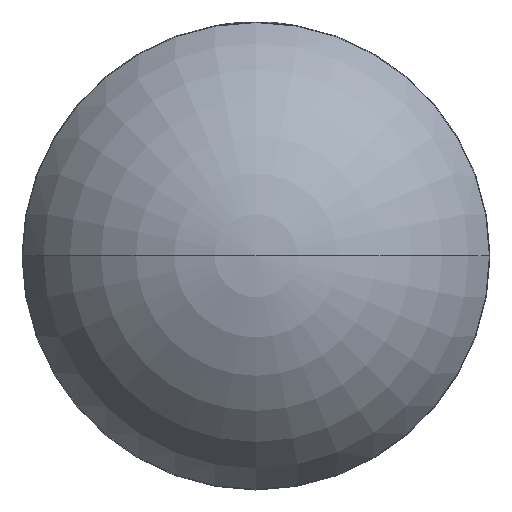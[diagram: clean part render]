
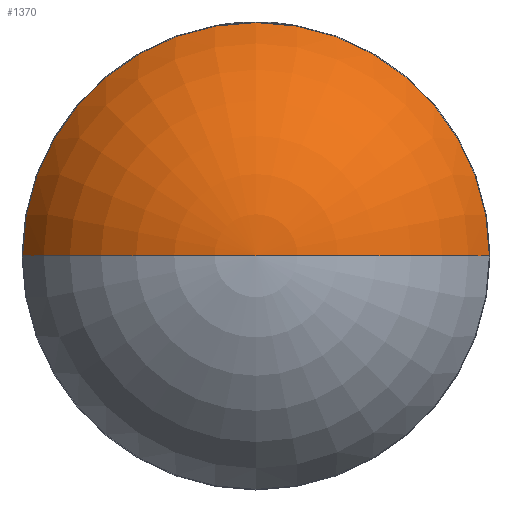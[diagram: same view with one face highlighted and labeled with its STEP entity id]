
A CAD part, top view. The second image highlights one B-rep face of the part: STEP entity #1370.
In plain terms, the highlighted toroidal (fillet/blend) face has major radius 0.003 mm and minor radius 41.41 mm.
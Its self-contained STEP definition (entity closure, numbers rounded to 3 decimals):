
#23 = CARTESIAN_POINT ( 'NONE',  ( 0., 0., -27.985 ) ) ;
#190 = CARTESIAN_POINT ( 'NONE',  ( 0.002, 0., -27.985 ) ) ;
#222 = FACE_OUTER_BOUND ( 'NONE', #582, .T. ) ;
#324 = DIRECTION ( 'NONE',  ( 0., 0., 1. ) ) ;
#327 = ORIENTED_EDGE ( 'NONE', *, *, #642, .T. ) ;
#329 = VERTEX_POINT ( 'NONE', #1142 ) ;
#486 = DIRECTION ( 'NONE',  ( 1., 0., 0. ) ) ;
#524 = AXIS2_PLACEMENT_3D ( 'NONE', #1869, #540, #1880 ) ;
#535 = AXIS2_PLACEMENT_3D ( 'NONE', #190, #1547, #1248 ) ;
#540 = DIRECTION ( 'NONE',  ( 0., 0., 1. ) ) ;
#582 = EDGE_LOOP ( 'NONE', ( #1668, #327, #1033 ) ) ;
#642 = EDGE_CURVE ( 'NONE', #329, #1585, #1877, .T. ) ;
#813 = VERTEX_POINT ( 'NONE', #1070 ) ;
#877 = CIRCLE ( 'NONE', #1827, 41.41 ) ;
#902 = TOROIDAL_SURFACE ( 'NONE', #1203, -0.002, 41.41 ) ;
#1002 = CIRCLE ( 'NONE', #524, 37.395 ) ;
#1033 = ORIENTED_EDGE ( 'NONE', *, *, #1284, .F. ) ;
#1070 = CARTESIAN_POINT ( 'NONE',  ( 37.395, 0., -10.202 ) ) ;
#1142 = CARTESIAN_POINT ( 'NONE',  ( -37.395, 0., -10.202 ) ) ;
#1203 = AXIS2_PLACEMENT_3D ( 'NONE', #23, #324, #486 ) ;
#1248 = DIRECTION ( 'NONE',  ( -1., 0., 0. ) ) ;
#1284 = EDGE_CURVE ( 'NONE', #813, #1585, #877, .T. ) ;
#1367 = CARTESIAN_POINT ( 'NONE',  ( 0., 0., 13.425 ) ) ;
#1370 = ADVANCED_FACE ( 'NONE', ( #222 ), #902, .T. ) ;
#1503 = DIRECTION ( 'NONE',  ( 0., -1., 0. ) ) ;
#1547 = DIRECTION ( 'NONE',  ( 0., 1., 0. ) ) ;
#1585 = VERTEX_POINT ( 'NONE', #1367 ) ;
#1668 = ORIENTED_EDGE ( 'NONE', *, *, #1748, .T. ) ;
#1748 = EDGE_CURVE ( 'NONE', #813, #329, #1002, .T. ) ;
#1771 = DIRECTION ( 'NONE',  ( 0., 0., -1. ) ) ;
#1827 = AXIS2_PLACEMENT_3D ( 'NONE', #1945, #1503, #1771 ) ;
#1869 = CARTESIAN_POINT ( 'NONE',  ( 0., 0., -10.202 ) ) ;
#1877 = CIRCLE ( 'NONE', #535, 41.41 ) ;
#1880 = DIRECTION ( 'NONE',  ( -1., 0., 0. ) ) ;
#1945 = CARTESIAN_POINT ( 'NONE',  ( -0.002, 0., -27.985 ) ) ;
